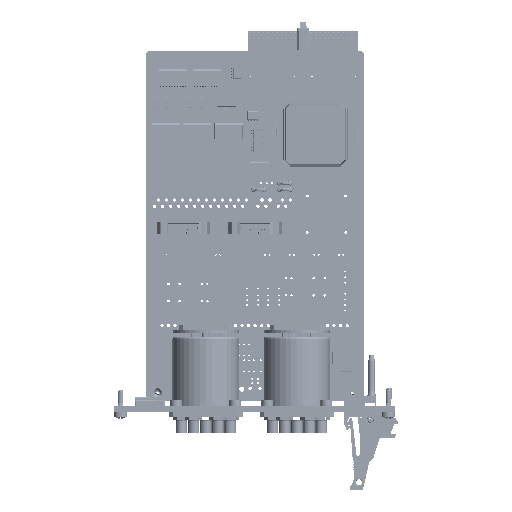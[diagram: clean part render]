
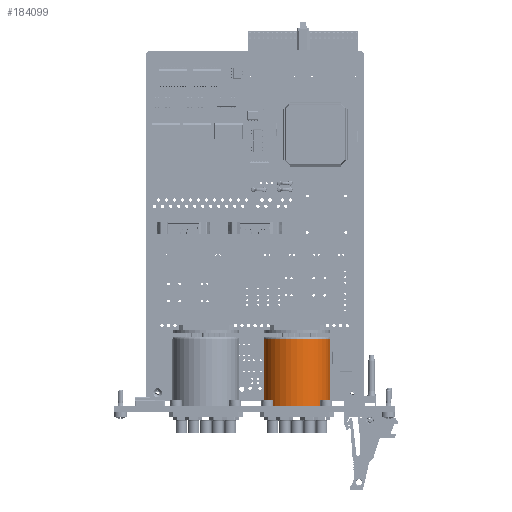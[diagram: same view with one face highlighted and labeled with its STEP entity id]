
A CAD part, left-side view. The second image highlights one B-rep face of the part: STEP entity #184099.
In plain terms, the highlighted cylindrical face has radius 15.25 mm (diameter 30.5 mm), a full revolution.
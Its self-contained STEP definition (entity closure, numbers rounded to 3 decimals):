
#93711 = ORIENTED_EDGE ( 'NONE', *, *, #273396, .T. ) ;
#93799 = ORIENTED_EDGE ( 'NONE', *, *, #273412, .T. ) ;
#142247 = FACE_OUTER_BOUND ( 'NONE', #193532, .T. ) ;
#142256 = FACE_OUTER_BOUND ( 'NONE', #193226, .T. ) ;
#142294 = CYLINDRICAL_SURFACE ( 'NONE', #199742, 15.25 ) ;
#184099 = ADVANCED_FACE ( 'NONE', ( #142247, #142256 ), #142294, .T. ) ;
#193226 = EDGE_LOOP ( 'NONE', ( #93799 ) ) ;
#193532 = EDGE_LOOP ( 'NONE', ( #93711 ) ) ;
#199742 = AXIS2_PLACEMENT_3D ( 'NONE', #220502, #220505, #301388 ) ;
#213640 = AXIS2_PLACEMENT_3D ( 'NONE', #287772, #287773, #287775 ) ;
#213657 = AXIS2_PLACEMENT_3D ( 'NONE', #287820, #287822, #287823 ) ;
#220502 = CARTESIAN_POINT ( 'NONE',  ( -48.368, 10.193, 45.116 ) ) ;
#220505 = DIRECTION ( 'NONE',  ( 0., 0., -1. ) ) ;
#273396 = EDGE_CURVE ( 'NONE', #278342, #278342, #283995, .T. ) ;
#273412 = EDGE_CURVE ( 'NONE', #278347, #278347, #284018, .T. ) ;
#278342 = VERTEX_POINT ( 'NONE', #280141 ) ;
#278347 = VERTEX_POINT ( 'NONE', #280149 ) ;
#280141 = CARTESIAN_POINT ( 'NONE',  ( -33.118, 10.193, 44.116 ) ) ;
#280149 = CARTESIAN_POINT ( 'NONE',  ( -33.118, 10.193, 10.816 ) ) ;
#283995 = CIRCLE ( 'NONE', #213640, 15.25 ) ;
#284018 = CIRCLE ( 'NONE', #213657, 15.25 ) ;
#287772 = CARTESIAN_POINT ( 'NONE',  ( -48.368, 10.193, 44.116 ) ) ;
#287773 = DIRECTION ( 'NONE',  ( 0., 0., -1. ) ) ;
#287775 = DIRECTION ( 'NONE',  ( 1., 0., 0. ) ) ;
#287820 = CARTESIAN_POINT ( 'NONE',  ( -48.368, 10.193, 10.816 ) ) ;
#287822 = DIRECTION ( 'NONE',  ( 0., 0., 1. ) ) ;
#287823 = DIRECTION ( 'NONE',  ( 1., 0., 0. ) ) ;
#301388 = DIRECTION ( 'NONE',  ( -1., 0., 0. ) ) ;
